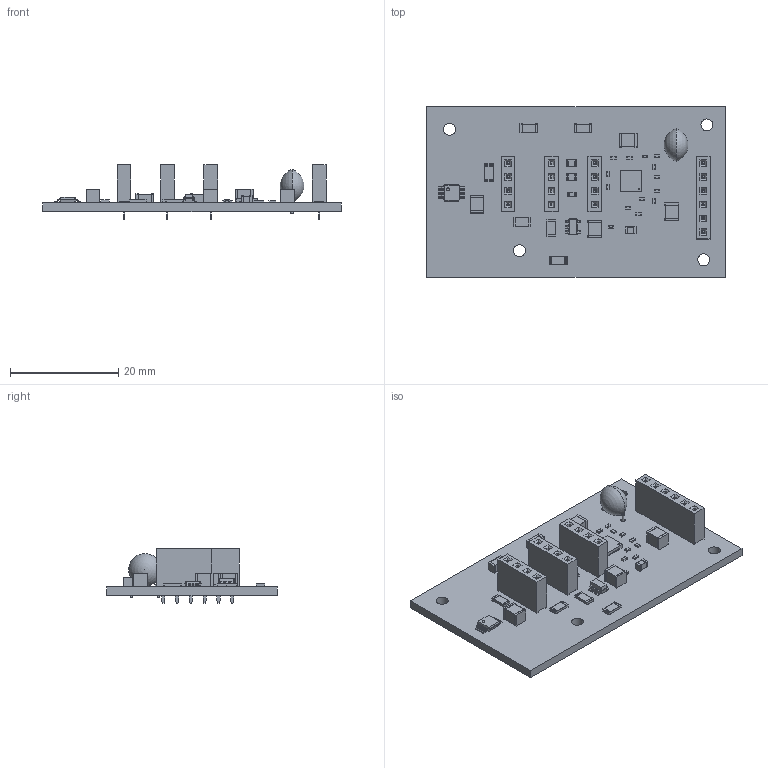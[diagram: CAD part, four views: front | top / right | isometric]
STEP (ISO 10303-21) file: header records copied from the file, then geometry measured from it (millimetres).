
FILE_DESCRIPTION(('KiCad electronic assembly'),'2;1');
FILE_NAME('BrainHat.step','2024-10-29T16:28:41',('Pcbnew'),('Kicad'), 'Open CASCADE STEP processor 7.6','KiCad to STEP converter','Unknown' );
FILE_SCHEMA(('AUTOMOTIVE_DESIGN { 1 0 10303 214 1 1 1 1 }'));
Length unit declared in the file: millimetre
Products named in the file (30): BrainHat 1; LFCSP-24-1EP_4x4mm_P0.5mm_EP2.3x2.3mm; C_1206_3216Metric; R_0402_1005Metric; C_0402_1005Metric; R_1206_3216Metric; C_1210_3225Metric; C_Disc_D6.0mm_W4.4mm_P5.00mm; C_Disc_D60mm_W44mm_P500mm; LED_0805_2012Metric; PinSocket_1x06_P2.54mm_Vertical; PinSocket_1x06_P254mm_Vertical; C_0805_2012Metric; SOT-23-5; SOT_23_5; PinSocket_1x04_P2.54mm_Vertical; PinSocket_1x04_P254mm_Vertical; TSSOP-10_3x3mm_P0.5mm; TSSOP_10_3x3mm_P05mm; LED_0603_1608Metric; BrainHat_PCB
Assembly tree (51 placements, depth 3):
  BrainHat 1
    LFCSP-24-1EP_4x4mm_P0.5mm_EP2.3x2.3mm
      LFCSP-24-1EP_4x4mm_P0.5mm_EP2.3x2.3mm
    C_1206_3216Metric  x2
      C_1206_3216Metric
    R_0402_1005Metric  x13
      R_0402_1005Metric
    C_0402_1005Metric
      C_0402_1005Metric
    R_1206_3216Metric  x4
      R_1206_3216Metric
    C_1210_3225Metric  x4
      C_1210_3225Metric
    C_Disc_D6.0mm_W4.4mm_P5.00mm
      C_Disc_D60mm_W44mm_P500mm
    LED_0805_2012Metric  x2
      LED_0805_2012Metric
    PinSocket_1x06_P2.54mm_Vertical
      PinSocket_1x06_P254mm_Vertical
    C_0805_2012Metric
      C_0805_2012Metric
    SOT-23-5
      SOT_23_5
    PinSocket_1x04_P2.54mm_Vertical  x3
      PinSocket_1x04_P254mm_Vertical
    TSSOP-10_3x3mm_P0.5mm
      TSSOP_10_3x3mm_P05mm
    LED_0603_1608Metric
      LED_0603_1608Metric
    BrainHat_PCB
Bounding box: 55.08 x 31.54 x 10.1 mm (x, y, z)
Volume: 3708.6 mm3; surface area: 5801.5 mm2
Topology: 37 solids, 37 shells, 1909 faces, 5006 edges, 3245 vertices
Faces by surface type: plane 1470, cylinder 372, bspline 63, revolution 2, sphere 2
Full cylindrical faces by diameter (mm): 0.25 x1, 0.5 x3, 0.8 x2, 1 x18, 2.2 x4
Entity records: 41732 total; most frequent: CARTESIAN_POINT 6614, ORIENTED_EDGE 5750, DIRECTION 5354, EDGE_CURVE 2875, LINE 2406, VECTOR 2406, VERTEX_POINT 1859, AXIS2_PLACEMENT_3D 1473
